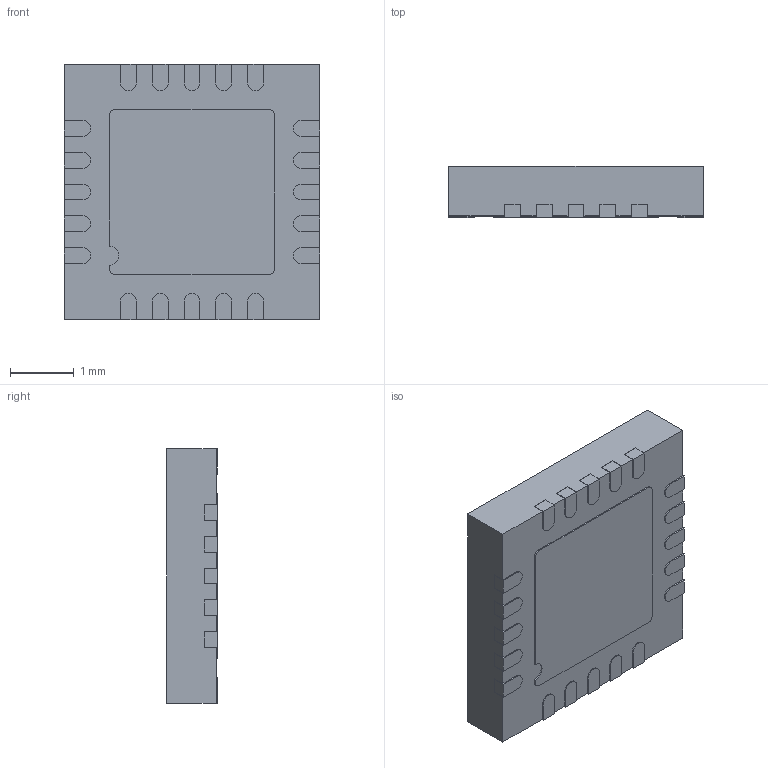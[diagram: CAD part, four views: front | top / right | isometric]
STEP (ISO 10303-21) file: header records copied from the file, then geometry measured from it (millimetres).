
FILE_DESCRIPTION (( 'STEP AP214' ), '1' );
FILE_NAME ('User Library-LFCSP-20_CP-20-8.STEP', '2019-09-15T11:47:04', ( '' ), ( '' ), 'SwSTEP 2.0', 'SolidWorks 2019', '' );
FILE_SCHEMA (( 'AUTOMOTIVE_DESIGN' ));
Length unit declared in the file: millimetre
Products named in the file (1): User Library-LFCSP-20_CP-20-8
Bounding box: 4.02 x 0.8 x 4.02 mm (x, y, z)
Volume: 12.7 mm3; surface area: 45.4 mm2
Topology: 1 solids, 1 shells, 150 faces, 438 edges, 292 vertices
Faces by surface type: plane 113, cylinder 37
Entity records: 6554 total; most frequent: CARTESIAN_POINT 881, ORIENTED_EDGE 876, DIRECTION 814, EDGE_CURVE 438, VECTOR 364, LINE 364, VERTEX_POINT 292, AXIS2_PLACEMENT_3D 225
